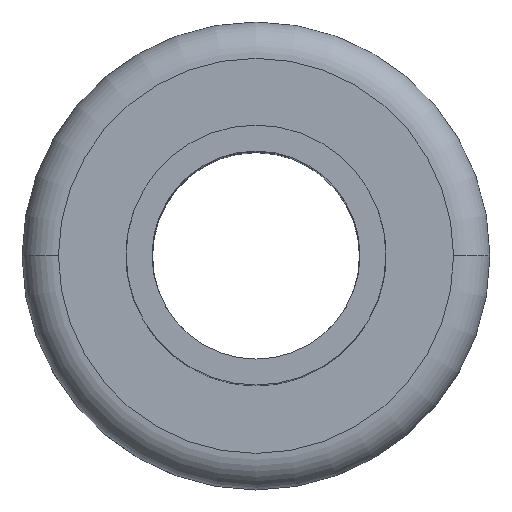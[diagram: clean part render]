
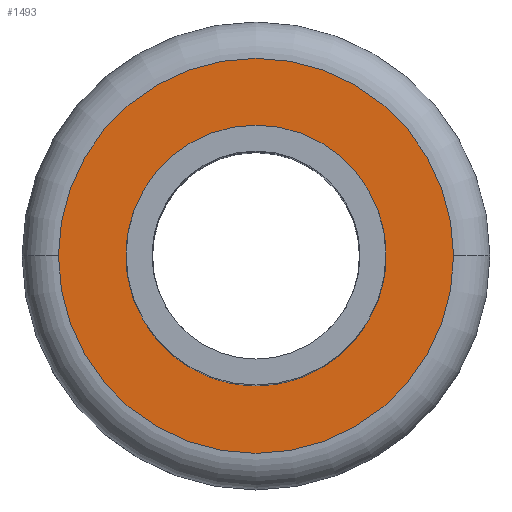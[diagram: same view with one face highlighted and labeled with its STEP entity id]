
A CAD part, top view. The second image highlights one B-rep face of the part: STEP entity #1493.
In plain terms, the highlighted planar face has unit normal (0, 0, 1).
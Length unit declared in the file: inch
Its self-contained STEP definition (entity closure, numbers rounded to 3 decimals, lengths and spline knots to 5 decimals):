
#7 = CARTESIAN_POINT ( 'NONE',  ( 0.038, 0., -0.085 ) ) ;
#8 = CARTESIAN_POINT ( 'NONE',  ( 0., 0., -0.085 ) ) ;
#42 = AXIS2_PLACEMENT_3D ( 'NONE', #597, #815, #1289 ) ;
#57 = EDGE_CURVE ( 'NONE', #404, #1112, #1048, .T. ) ;
#130 = FACE_BOUND ( 'NONE', #828, .T. ) ;
#137 = DIRECTION ( 'NONE',  ( 0., 0., -1. ) ) ;
#186 = ORIENTED_EDGE ( 'NONE', *, *, #1411, .T. ) ;
#215 = DIRECTION ( 'NONE',  ( -1., 0., 0. ) ) ;
#252 = ORIENTED_EDGE ( 'NONE', *, *, #57, .F. ) ;
#253 = PLANE ( 'NONE',  #317 ) ;
#270 = DIRECTION ( 'NONE',  ( -1., 0., 0. ) ) ;
#293 = CIRCLE ( 'NONE', #42, 0.038 ) ;
#317 = AXIS2_PLACEMENT_3D ( 'NONE', #1080, #137, #270 ) ;
#318 = AXIS2_PLACEMENT_3D ( 'NONE', #916, #672, #334 ) ;
#334 = DIRECTION ( 'NONE',  ( -1., 0., 0. ) ) ;
#337 = DIRECTION ( 'NONE',  ( 0., 0., 1. ) ) ;
#404 = VERTEX_POINT ( 'NONE', #1093 ) ;
#414 = CIRCLE ( 'NONE', #318, 0.038 ) ;
#493 = DIRECTION ( 'NONE',  ( -1., 0., 0. ) ) ;
#520 = VERTEX_POINT ( 'NONE', #7 ) ;
#543 = VERTEX_POINT ( 'NONE', #783 ) ;
#597 = CARTESIAN_POINT ( 'NONE',  ( 0., 0., -0.085 ) ) ;
#609 = ORIENTED_EDGE ( 'NONE', *, *, #845, .T. ) ;
#672 = DIRECTION ( 'NONE',  ( 0., 0., 1. ) ) ;
#783 = CARTESIAN_POINT ( 'NONE',  ( -0.038, 0., -0.085 ) ) ;
#809 = DIRECTION ( 'NONE',  ( 0., 0., 1. ) ) ;
#815 = DIRECTION ( 'NONE',  ( 0., 0., 1. ) ) ;
#828 = EDGE_LOOP ( 'NONE', ( #1426, #252 ) ) ;
#845 = EDGE_CURVE ( 'NONE', #543, #520, #293, .T. ) ;
#876 = EDGE_CURVE ( 'NONE', #1112, #404, #1096, .T. ) ;
#916 = CARTESIAN_POINT ( 'NONE',  ( 0., 0., -0.085 ) ) ;
#930 = FACE_OUTER_BOUND ( 'NONE', #1120, .T. ) ;
#1020 = CARTESIAN_POINT ( 'NONE',  ( 0.025, 0., -0.085 ) ) ;
#1048 = CIRCLE ( 'NONE', #1430, 0.025 ) ;
#1080 = CARTESIAN_POINT ( 'NONE',  ( 0., 0., -0.085 ) ) ;
#1093 = CARTESIAN_POINT ( 'NONE',  ( -0.025, 0., -0.085 ) ) ;
#1096 = CIRCLE ( 'NONE', #1290, 0.025 ) ;
#1112 = VERTEX_POINT ( 'NONE', #1020 ) ;
#1120 = EDGE_LOOP ( 'NONE', ( #609, #186 ) ) ;
#1177 = CARTESIAN_POINT ( 'NONE',  ( 0., 0., -0.085 ) ) ;
#1289 = DIRECTION ( 'NONE',  ( -1., 0., 0. ) ) ;
#1290 = AXIS2_PLACEMENT_3D ( 'NONE', #8, #809, #493 ) ;
#1411 = EDGE_CURVE ( 'NONE', #520, #543, #414, .T. ) ;
#1426 = ORIENTED_EDGE ( 'NONE', *, *, #876, .F. ) ;
#1430 = AXIS2_PLACEMENT_3D ( 'NONE', #1177, #337, #215 ) ;
#1493 = ADVANCED_FACE ( 'NONE', ( #930, #130 ), #253, .F. ) ;
